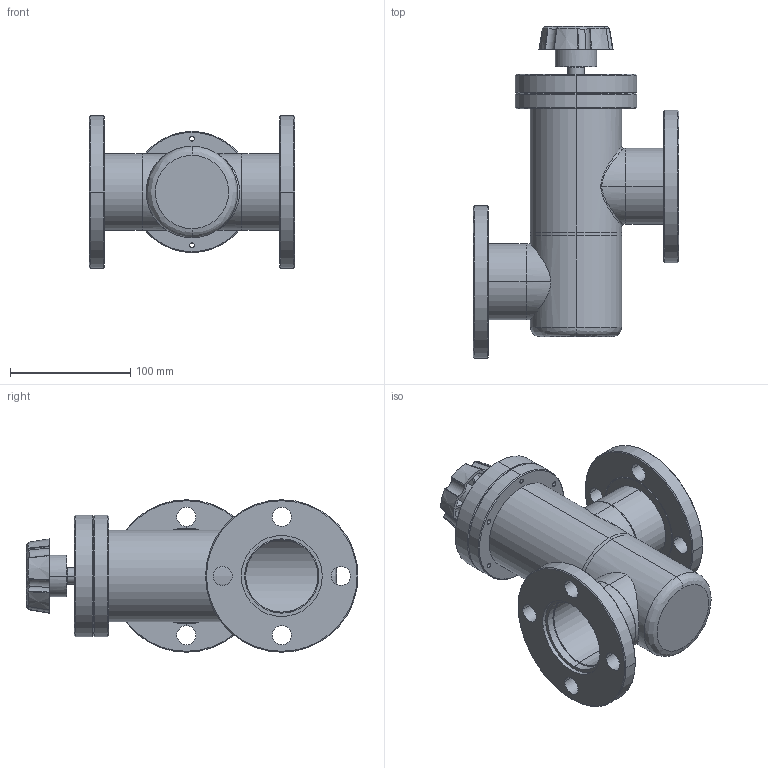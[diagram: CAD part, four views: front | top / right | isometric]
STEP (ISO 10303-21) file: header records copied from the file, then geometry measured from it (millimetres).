
FILE_DESCRIPTION (( 'STEP AP214' ), '1' );
FILE_NAME ('L-250-H-ASA_INLINE_VALVE_VITON_BONNET_MANUAL.STEP', '2020-04-01T06:37:46', ( 'admin' ), ( 'Microsoft' ), 'SwSTEP 2.0', 'SolidWorks 2016', '' );
FILE_SCHEMA (( 'AUTOMOTIVE_DESIGN' ));
Length unit declared in the file: inch
Products named in the file (1): L-250-H-ASA_INLINE_VALVE_VITON_BONNET_MANUAL
Bounding box: 171.45 x 276.64 x 127 mm (x, y, z)
Volume: 552739.2 mm3; surface area: 270131.1 mm2
Topology: 15 solids, 15 shells, 379 faces, 931 edges, 609 vertices
Faces by surface type: cylinder 174, cone 95, plane 90, bspline 20
Entity records: 15186 total; most frequent: CARTESIAN_POINT 5950, DIRECTION 1888, ORIENTED_EDGE 1862, EDGE_CURVE 931, AXIS2_PLACEMENT_3D 801, VERTEX_POINT 609, EDGE_LOOP 476, CIRCLE 441
